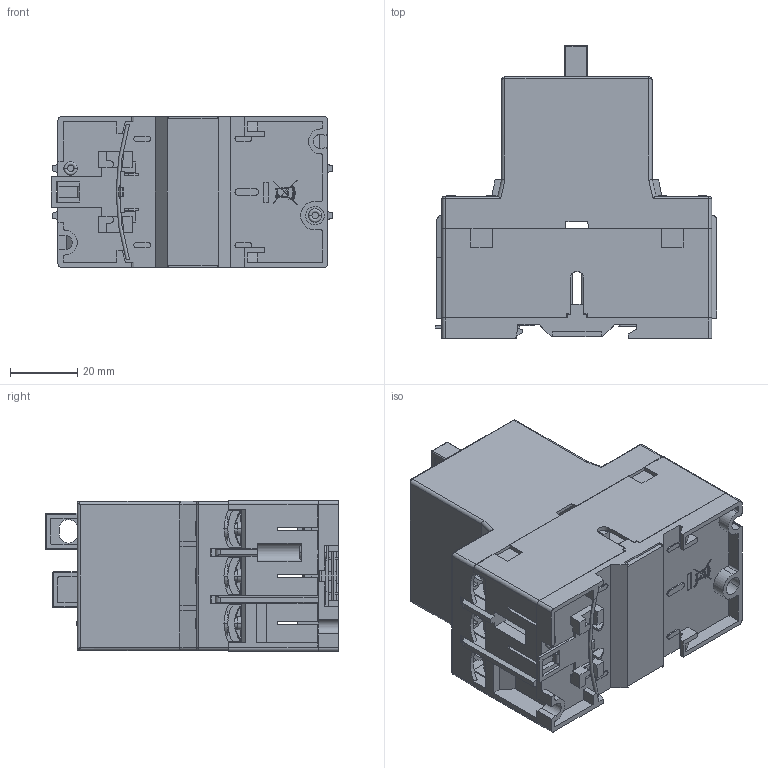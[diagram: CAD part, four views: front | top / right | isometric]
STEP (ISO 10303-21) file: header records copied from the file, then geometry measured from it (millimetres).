
FILE_DESCRIPTION((''),'2;1');
FILE_NAME('MS25_V2_ASM','2022-10-28T09:27:11',('pkristl'),('Audax d.o.o.'),'CREO PARAMETRIC BY PTC INC, 2020454','CREO PARAMETRIC BY PTC INC, 2020454','');
FILE_SCHEMA(('AP242_MANAGED_MODEL_BASED_3D_ENGINEERING_MIM_LF { 1 0 10303 442 1 1 4 }'));
Products named in the file (22): 37422127_NO_MISTAKES_54_1; 37250486_11_1; 37200587_ASSEMBLY_4_1; 38421859_ASM_7_ASM_1_ASM; 37422823_NAVADNA_ZAREZA_3_1; 37422126-NO_MISTAKES_96_1; 37422135_21_1; 38422531_ASM_9_ASM_1_ASM; 37422134_9_1; 38901954-W_OFF_ASM_8_ASM_1_ASM; 37110534_8_1; 37300728_VIJAK_2_1; 37300729_PODLOZKA_2_1; 38300094_VIJAK_S_PODLOZKO_ASM_2_ASM; 38552507_ASM_7_ASM_1_ASM; 38552388_ASM_8_ASM_1_ASM; 38902090-W_ASM_17_ASM_1_ASM; 37320404_ASSEMBLY_3_1; 37422828_14_1; 38107050-W_ASM_67_ASM_1_ASM; MS25_ASM_1_ASM; MS25_V2_ASM
Assembly tree (27 placements, depth 7):
  MS25_V2_ASM
    MS25_ASM_1_ASM
      38107050-W_ASM_67_ASM_1_ASM
        38421859_ASM_7_ASM_1_ASM
          37422127_NO_MISTAKES_54_1
          37250486_11_1
          37200587_ASSEMBLY_4_1
        37422823_NAVADNA_ZAREZA_3_1
        37422126-NO_MISTAKES_96_1
        38901954-W_OFF_ASM_8_ASM_1_ASM
          38422531_ASM_9_ASM_1_ASM
            37422135_21_1
          37422134_9_1
        37110534_8_1
        38552507_ASM_7_ASM_1_ASM  x3
          38300094_VIJAK_S_PODLOZKO_ASM_2_ASM
            37300728_VIJAK_2_1
            37300729_PODLOZKA_2_1
        38902090-W_ASM_17_ASM_1_ASM  x3
          38552388_ASM_8_ASM_1_ASM
            38300094_VIJAK_S_PODLOZKO_ASM_2_ASM
              37300728_VIJAK_2_1
              37300729_PODLOZKA_2_1
        37320404_ASSEMBLY_3_1  x2
        37422828_14_1
Bounding box: 83.5 x 86.82 x 44.7 mm (x, y, z)
Volume: 72280.6 mm3; surface area: 86451.2 mm2
Topology: 23 solids, 23 shells, 3655 faces, 10535 edges, 7081 vertices
Faces by surface type: plane 2454, cylinder 692, torus 184, cone 148, bspline 140, sphere 36, extrusion 1
Entity records: 103129 total; most frequent: CARTESIAN_POINT 20861, ORIENTED_EDGE 16544, DIRECTION 15803, EDGE_CURVE 8272, VECTOR 6593, LINE 6592, VERTEX_POINT 5436, AXIS2_PLACEMENT_3D 4605
